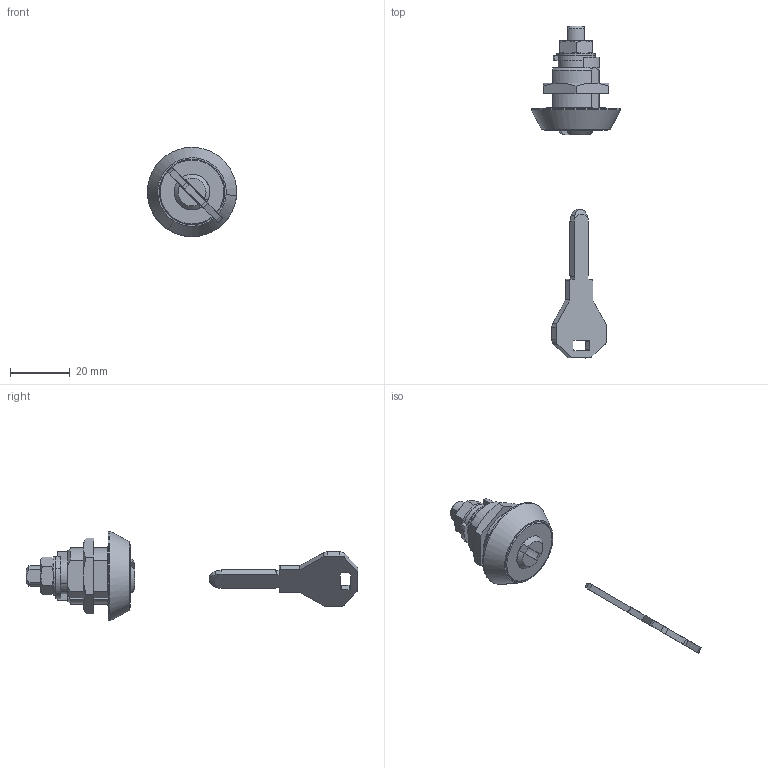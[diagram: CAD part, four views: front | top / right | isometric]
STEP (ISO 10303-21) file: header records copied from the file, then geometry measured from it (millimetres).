
FILE_DESCRIPTION((''),'2;1');
FILE_NAME('','2005-07-15T16:49:28',(''),(''),'','CADfix','');
FILE_SCHEMA(('AUTOMOTIVE_DESIGN'));
Length unit declared in the file: millimetre
Products named in the file (9): washer; ring; nut_B; nut_A; lock; key; control_cam; body; TL_335_1_12099_36
Assembly tree (8 placements, depth 2):
  TL_335_1_12099_36
    washer
    ring
    nut_B
    nut_A
    lock
    key
    control_cam
    body
Bounding box: 29.96 x 111.5 x 30 mm (x, y, z)
Volume: 10310.7 mm3; surface area: 9171.4 mm2
Topology: 8 solids, 8 shells, 169 faces, 467 edges, 317 vertices
Faces by surface type: bspline 169
Entity records: 6074 total; most frequent: CARTESIAN_POINT 3197, ORIENTED_EDGE 934, EDGE_CURVE 467, VERTEX_POINT 317, QUASI_UNIFORM_CURVE 230, EDGE_LOOP 186, FACE_OUTER_BOUND 169, ADVANCED_FACE 169
